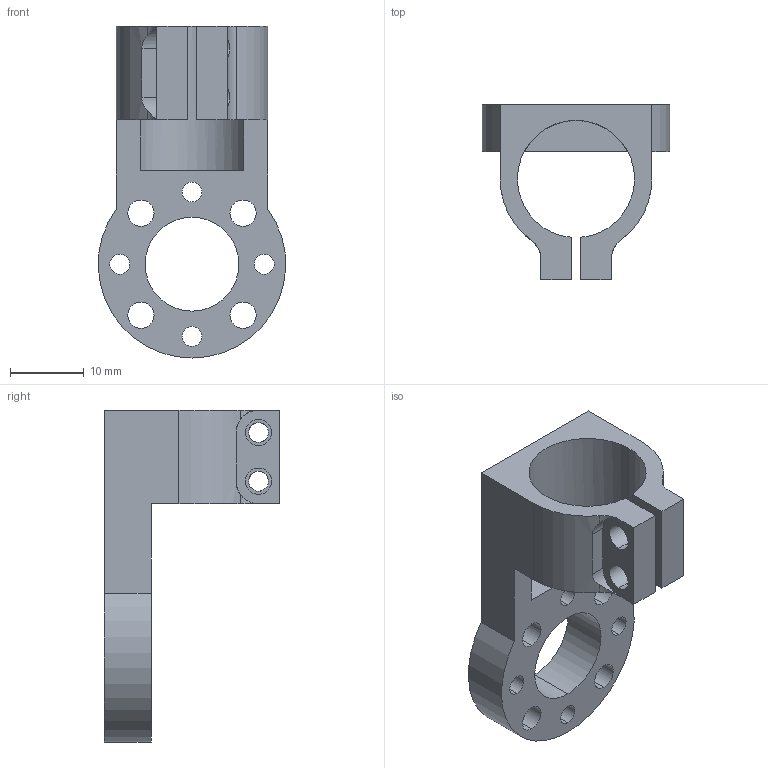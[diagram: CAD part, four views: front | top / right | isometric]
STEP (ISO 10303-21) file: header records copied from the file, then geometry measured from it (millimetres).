
FILE_DESCRIPTION (( 'STEP AP203' ), '1' );
FILE_NAME ('545368.STEP', '2014-07-10T19:17:54', ( 'Kyle' ), ( 'Microsoft' ), 'SwSTEP 2.0', 'SolidWorks 2014', '' );
FILE_SCHEMA (( 'CONFIG_CONTROL_DESIGN' ));
Length unit declared in the file: inch
Products named in the file (1): 545368
Bounding box: 25.37 x 23.73 x 44.96 mm (x, y, z)
Volume: 5282.5 mm3; surface area: 4518.9 mm2
Topology: 1 solids, 1 shells, 53 faces, 159 edges, 106 vertices
Faces by surface type: cylinder 38, plane 15
Entity records: 2036 total; most frequent: CARTESIAN_POINT 419, DIRECTION 329, ORIENTED_EDGE 318, EDGE_CURVE 159, AXIS2_PLACEMENT_3D 126, VERTEX_POINT 106, LINE 77, EDGE_LOOP 77
